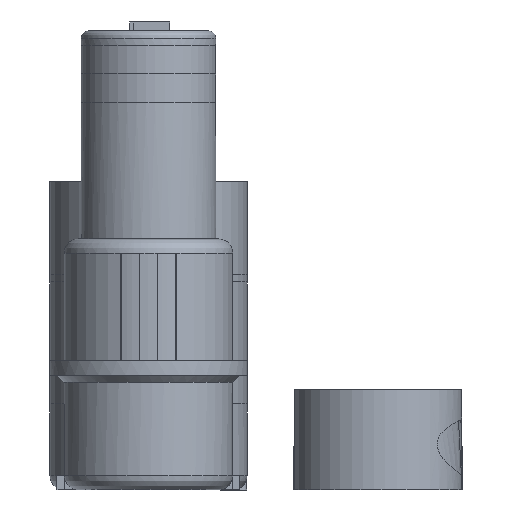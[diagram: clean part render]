
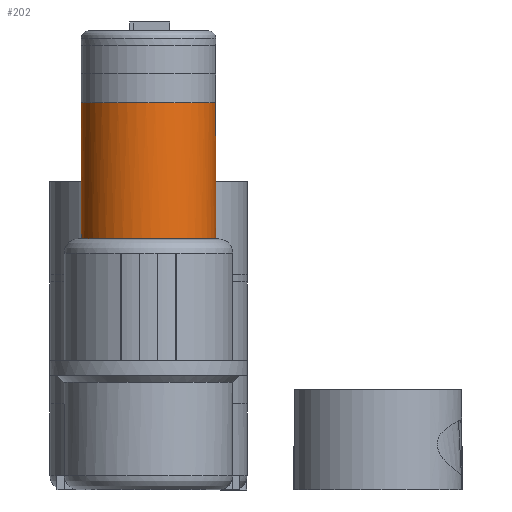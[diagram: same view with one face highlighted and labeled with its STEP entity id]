
A CAD part, left-side view. The second image highlights one B-rep face of the part: STEP entity #202.
In plain terms, the highlighted cylindrical face has radius 9.395 mm (diameter 18.79 mm), a partial arc.
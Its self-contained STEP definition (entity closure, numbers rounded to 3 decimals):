
#202=ADVANCED_FACE('',(#911),#11007,.T.);
#911=FACE_OUTER_BOUND('',#1635,.T.);
#1635=EDGE_LOOP('',(#2880,#2881,#2882,#2883));
#2880=ORIENTED_EDGE('',*,*,#6240,.T.);
#2881=ORIENTED_EDGE('',*,*,#6242,.F.);
#2882=ORIENTED_EDGE('',*,*,#6241,.F.);
#2883=ORIENTED_EDGE('',*,*,#6239,.F.);
#6239=EDGE_CURVE('',#9944,#9945,#7931,.T.);
#6240=EDGE_CURVE('',#9944,#9864,#7932,.T.);
#6241=EDGE_CURVE('',#9945,#9866,#7933,.T.);
#6242=EDGE_CURVE('',#9866,#9864,#7934,.T.);
#7931=(
BOUNDED_CURVE()
B_SPLINE_CURVE(2,(#15326,#15327,#15328,#15329,#15330,#15331,#15332,#15333,
#15334),.UNSPECIFIED.,.F.,.F.)
B_SPLINE_CURVE_WITH_KNOTS((3,2,2,2,3),(74.288,82.913,
91.538,100.164,108.789),.UNSPECIFIED.)
CURVE()
GEOMETRIC_REPRESENTATION_ITEM()
RATIONAL_B_SPLINE_CURVE((1.,0.833,1.,0.833,1.,0.833,
1.,0.833,1.))
REPRESENTATION_ITEM('')
);
#7932=(
BOUNDED_CURVE()
B_SPLINE_CURVE(1,(#15335,#15336),.UNSPECIFIED.,.F.,.F.)
B_SPLINE_CURVE_WITH_KNOTS((2,2),(6.,25.),.UNSPECIFIED.)
CURVE()
GEOMETRIC_REPRESENTATION_ITEM()
RATIONAL_B_SPLINE_CURVE((1.,1.))
REPRESENTATION_ITEM('')
);
#7933=(
BOUNDED_CURVE()
B_SPLINE_CURVE(1,(#15337,#15338),.UNSPECIFIED.,.F.,.F.)
B_SPLINE_CURVE_WITH_KNOTS((2,2),(6.,25.),.UNSPECIFIED.)
CURVE()
GEOMETRIC_REPRESENTATION_ITEM()
RATIONAL_B_SPLINE_CURVE((1.,1.))
REPRESENTATION_ITEM('')
);
#7934=(
BOUNDED_CURVE()
B_SPLINE_CURVE(2,(#15339,#15340,#15341,#15342,#15343,#15344,#15345,#15346,
#15347),.UNSPECIFIED.,.F.,.F.)
B_SPLINE_CURVE_WITH_KNOTS((3,2,2,2,3),(-108.789,-100.164,
-91.538,-82.913,-74.288),.UNSPECIFIED.)
CURVE()
GEOMETRIC_REPRESENTATION_ITEM()
RATIONAL_B_SPLINE_CURVE((1.,0.833,1.,0.833,1.,0.833,
1.,0.833,1.))
REPRESENTATION_ITEM('')
);
#9864=VERTEX_POINT('',#14042);
#9866=VERTEX_POINT('',#14044);
#9944=VERTEX_POINT('',#14122);
#9945=VERTEX_POINT('',#14123);
#11007=CYLINDRICAL_SURFACE('',#11837,9.395);
#11837=AXIS2_PLACEMENT_3D('',#13100,#12447,$);
#12447=DIRECTION('',(0.,0.,-1.));
#13100=CARTESIAN_POINT('',(-181.25,175.,47.5));
#14042=CARTESIAN_POINT('',(-174.697,181.733,35.));
#14044=CARTESIAN_POINT('',(-174.697,168.267,35.));
#14122=CARTESIAN_POINT('',(-174.697,181.733,54.));
#14123=CARTESIAN_POINT('',(-174.697,168.267,54.));
#15326=CARTESIAN_POINT('',(-174.697,181.733,54.));
#15327=CARTESIAN_POINT('',(-179.163,186.079,54.));
#15328=CARTESIAN_POINT('',(-184.904,183.655,54.));
#15329=CARTESIAN_POINT('',(-190.645,181.231,54.));
#15330=CARTESIAN_POINT('',(-190.645,175.,54.));
#15331=CARTESIAN_POINT('',(-190.645,168.768,54.));
#15332=CARTESIAN_POINT('',(-184.904,166.345,54.));
#15333=CARTESIAN_POINT('',(-179.163,163.921,54.));
#15334=CARTESIAN_POINT('',(-174.697,168.267,54.));
#15335=CARTESIAN_POINT('',(-174.697,181.733,54.));
#15336=CARTESIAN_POINT('',(-174.697,181.733,35.));
#15337=CARTESIAN_POINT('',(-174.697,168.267,54.));
#15338=CARTESIAN_POINT('',(-174.697,168.267,35.));
#15339=CARTESIAN_POINT('',(-174.697,168.267,35.));
#15340=CARTESIAN_POINT('',(-179.163,163.921,35.));
#15341=CARTESIAN_POINT('',(-184.904,166.345,35.));
#15342=CARTESIAN_POINT('',(-190.645,168.768,35.));
#15343=CARTESIAN_POINT('',(-190.645,175.,35.));
#15344=CARTESIAN_POINT('',(-190.645,181.231,35.));
#15345=CARTESIAN_POINT('',(-184.904,183.655,35.));
#15346=CARTESIAN_POINT('',(-179.163,186.079,35.));
#15347=CARTESIAN_POINT('',(-174.697,181.733,35.));
